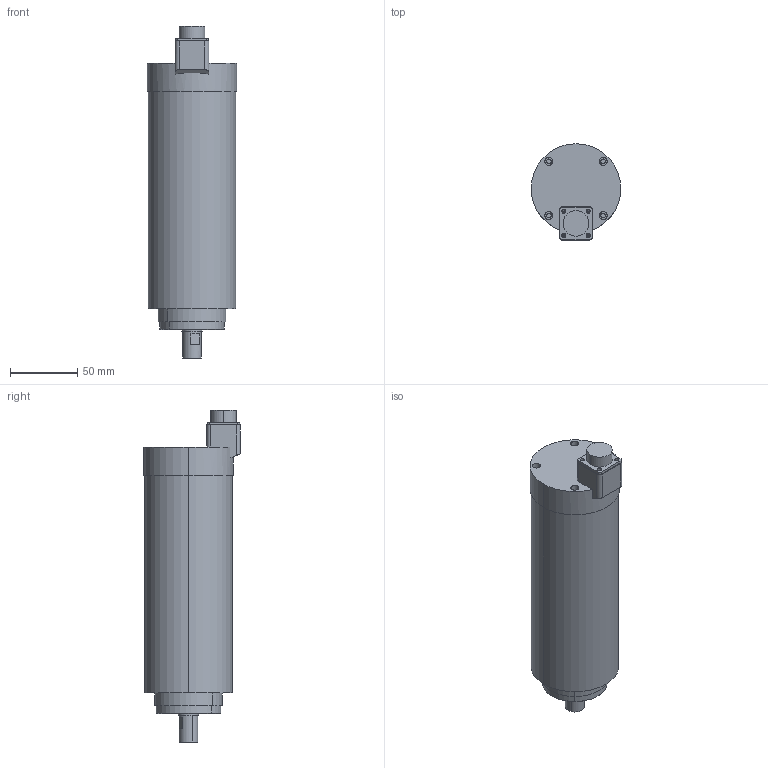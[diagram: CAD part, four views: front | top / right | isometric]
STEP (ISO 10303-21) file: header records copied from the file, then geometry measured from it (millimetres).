
FILE_DESCRIPTION (( 'STEP AP214' ), '1' );
FILE_NAME ('GDF65-24Z-0.8.STEP', '2025-11-13T02:43:07', ( '00' ), ( '' ), 'SwSTEP 2.0', 'SolidWorks 2018', '' );
FILE_SCHEMA (( 'AUTOMOTIVE_DESIGN' ));
Length unit declared in the file: millimetre
Products named in the file (7): GDF65-24Z-0.8堤盄釱陔; GDF65-24Z-0.8; GDF65-24Z-0.85前螺母; GDF65-24Z-0.8粣芛; GDF65-24Z-0.8儂裔; 堤盄釱脣芛18x18M201﹞_1; GDF65-24Z-0.8儂褲
Assembly tree (6 placements, depth 2):
  GDF65-24Z-0.8
    GDF65-24Z-0.8儂褲
    GDF65-24Z-0.8儂裔
    GDF65-24Z-0.85前螺母
    GDF65-24Z-0.8粣芛
    堤盄釱脣芛18x18M201﹞_1
    GDF65-24Z-0.8堤盄釱陔
Bounding box: 66.5 x 71.75 x 246.7 mm (x, y, z)
Volume: 644471.9 mm3; surface area: 74445.6 mm2
Topology: 6 solids, 10 shells, 212 faces, 493 edges, 309 vertices
Faces by surface type: cylinder 117, plane 63, cone 32
Entity records: 7150 total; most frequent: DIRECTION 1165, CARTESIAN_POINT 1014, ORIENTED_EDGE 950, EDGE_CURVE 475, AXIS2_PLACEMENT_3D 472, VERTEX_POINT 309, EDGE_LOOP 274, CIRCLE 251
